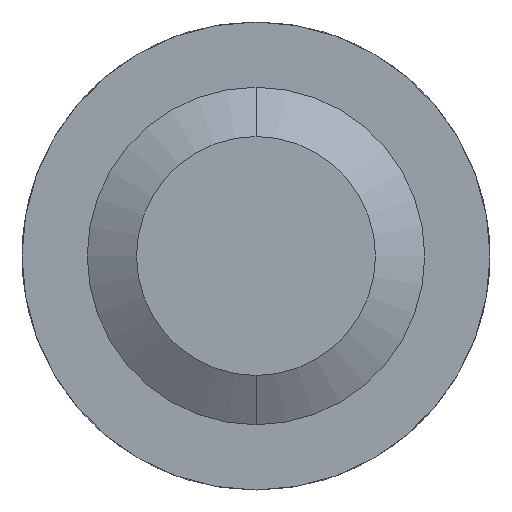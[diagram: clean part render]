
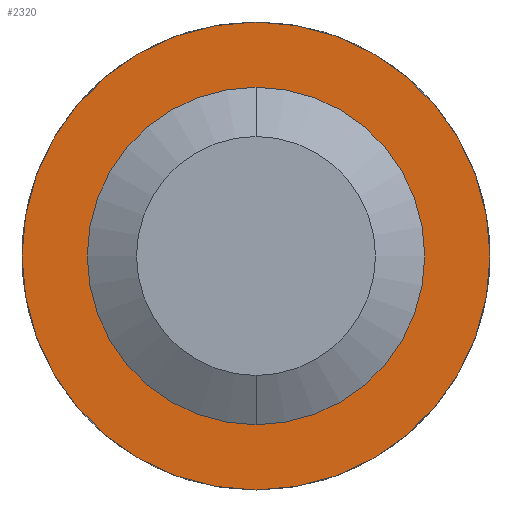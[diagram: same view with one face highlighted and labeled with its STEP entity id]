
A CAD part, front view. The second image highlights one B-rep face of the part: STEP entity #2320.
In plain terms, the highlighted planar face has unit normal (0, -1, 0).
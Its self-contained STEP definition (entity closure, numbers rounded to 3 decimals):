
#115 = AXIS2_PLACEMENT_3D ( 'NONE', #2743, #271, #3375 ) ;
#129 = EDGE_LOOP ( 'NONE', ( #463, #1104 ) ) ;
#156 = DIRECTION ( 'NONE',  ( 0., 0., 1. ) ) ;
#255 = EDGE_CURVE ( 'Defeature ausgef�hrt1_10+Defeature ausgef�hrt1_11+Defeature ausgef�hrt1_11+Defeature ausgef�hrt1_11', #663, #824, #1997, .T. ) ;
#271 = DIRECTION ( 'NONE',  ( 0., 1., 0. ) ) ;
#443 = CARTESIAN_POINT ( 'NONE',  ( 0., -2.5, -0.95 ) ) ;
#463 = ORIENTED_EDGE ( 'NONE', *, *, #2441, .T. ) ;
#514 = CARTESIAN_POINT ( 'NONE',  ( 0., -2.5, 0.685 ) ) ;
#539 = CARTESIAN_POINT ( 'NONE',  ( 0., -2.5, 0. ) ) ;
#611 = CARTESIAN_POINT ( 'NONE',  ( 0., -2.5, 0. ) ) ;
#663 = VERTEX_POINT ( 'NONE', #443 ) ;
#696 = CARTESIAN_POINT ( 'NONE',  ( 0., -2.5, -0.685 ) ) ;
#743 = CARTESIAN_POINT ( 'NONE',  ( 0., -2.5, 0.95 ) ) ;
#760 = FACE_OUTER_BOUND ( 'NONE', #2058, .T. ) ;
#824 = VERTEX_POINT ( 'NONE', #743 ) ;
#850 = DIRECTION ( 'NONE',  ( 0., 1., 0. ) ) ;
#1104 = ORIENTED_EDGE ( 'NONE', *, *, #3234, .T. ) ;
#1105 = VERTEX_POINT ( 'NONE', #696 ) ;
#1239 = DIRECTION ( 'NONE',  ( 0., 1., 0. ) ) ;
#1309 = VERTEX_POINT ( 'NONE', #514 ) ;
#1497 = AXIS2_PLACEMENT_3D ( 'NONE', #611, #850, #1947 ) ;
#1514 = CARTESIAN_POINT ( 'NONE',  ( 0., -2.5, 0. ) ) ;
#1549 = DIRECTION ( 'NONE',  ( 0., 0., 1. ) ) ;
#1767 = AXIS2_PLACEMENT_3D ( 'NONE', #539, #3204, #1549 ) ;
#1947 = DIRECTION ( 'NONE',  ( 0., 0., 1. ) ) ;
#1997 = CIRCLE ( 'NONE', #1767, 0.95 ) ;
#2058 = EDGE_LOOP ( 'NONE', ( #2197, #3123 ) ) ;
#2071 = CIRCLE ( 'NONE', #3508, 0.685 ) ;
#2197 = ORIENTED_EDGE ( 'NONE', *, *, #2376, .F. ) ;
#2320 = ADVANCED_FACE ( 'Defeature ausgef�hrt1_11', ( #760, #2997 ), #3550, .F. ) ;
#2366 = DIRECTION ( 'NONE',  ( 0., 0., 1. ) ) ;
#2376 = EDGE_CURVE ( 'Defeature ausgef�hrt1_10+Defeature ausgef�hrt1_11+Defeature ausgef�hrt1_11+Defeature ausgef�hrt1_11', #824, #663, #3507, .T. ) ;
#2441 = EDGE_CURVE ( 'Defeature ausgef�hrt1_11+Defeature ausgef�hrt1_12+Defeature ausgef�hrt1_12+Defeature ausgef�hrt1_12', #1309, #1105, #3160, .T. ) ;
#2743 = CARTESIAN_POINT ( 'NONE',  ( 0.95, -2.5, 0. ) ) ;
#2936 = AXIS2_PLACEMENT_3D ( 'NONE', #1514, #1239, #156 ) ;
#2997 = FACE_BOUND ( 'NONE', #129, .T. ) ;
#3123 = ORIENTED_EDGE ( 'NONE', *, *, #255, .F. ) ;
#3160 = CIRCLE ( 'NONE', #2936, 0.685 ) ;
#3204 = DIRECTION ( 'NONE',  ( 0., 1., 0. ) ) ;
#3206 = DIRECTION ( 'NONE',  ( 0., 1., 0. ) ) ;
#3234 = EDGE_CURVE ( 'Defeature ausgef�hrt1_11+Defeature ausgef�hrt1_12+Defeature ausgef�hrt1_12+Defeature ausgef�hrt1_12', #1105, #1309, #2071, .T. ) ;
#3375 = DIRECTION ( 'NONE',  ( 0., 0., 1. ) ) ;
#3479 = CARTESIAN_POINT ( 'NONE',  ( 0., -2.5, 0. ) ) ;
#3507 = CIRCLE ( 'NONE', #1497, 0.95 ) ;
#3508 = AXIS2_PLACEMENT_3D ( 'NONE', #3479, #3206, #2366 ) ;
#3550 = PLANE ( 'NONE',  #115 ) ;
